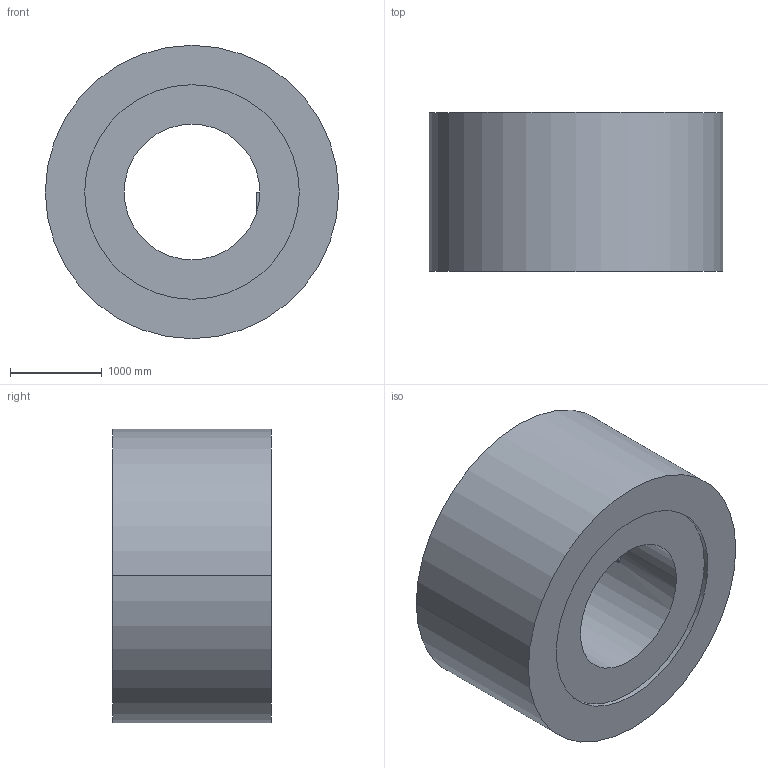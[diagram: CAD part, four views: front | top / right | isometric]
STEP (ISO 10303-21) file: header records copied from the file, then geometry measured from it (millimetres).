
FILE_DESCRIPTION(('STEP AP214'),'1');
FILE_NAME('rippenmodell.stp','2018-09-17T10:23:17',(' '),(' '),'Spatial InterOp 3D',' ',' ');
FILE_SCHEMA(('AUTOMOTIVE_DESIGN { 1 0 10303 214 1 1 1 1 }'));
Length unit declared in the file: metre
Products named in the file (3): rippenmodell; Geometry; Geometry2
Assembly tree (2 placements, depth 2):
  rippenmodell
    Geometry
    Geometry2
Bounding box: 3198.48 x 1730.19 x 3198.48 mm (x, y, z)
Volume: 10548369934.6 mm3; surface area: 109421423.9 mm2
Topology: 2 solids, 2 shells, 395 faces, 793 edges, 528 vertices
Faces by surface type: cylinder 260, plane 135
Entity records: 13802 total; most frequent: DIRECTION 2111, CARTESIAN_POINT 1719, ORIENTED_EDGE 1586, AXIS2_PLACEMENT_3D 920, EDGE_CURVE 793, VERTEX_POINT 528, EDGE_LOOP 525, CIRCLE 522
